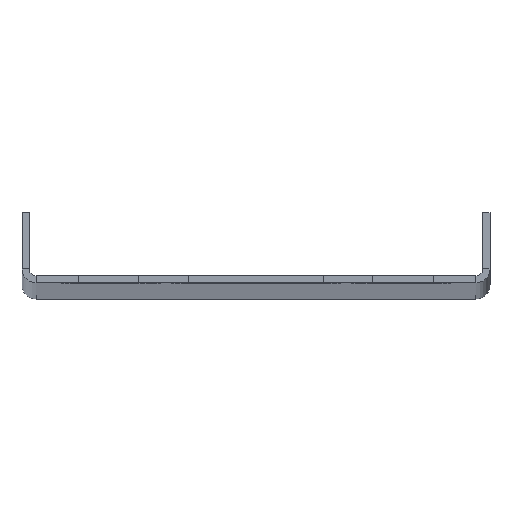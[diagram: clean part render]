
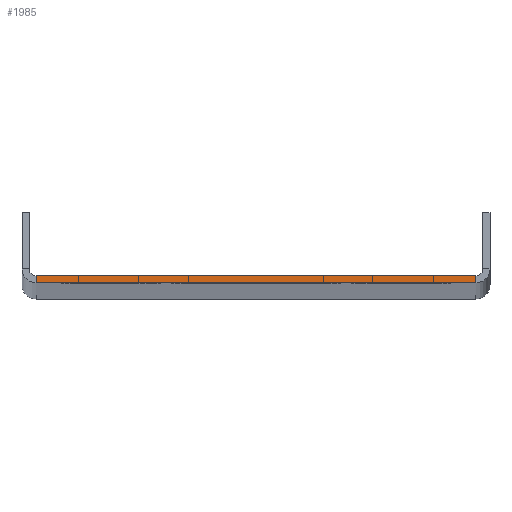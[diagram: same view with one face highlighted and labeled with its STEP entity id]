
A CAD part, top view. The second image highlights one B-rep face of the part: STEP entity #1985.
In plain terms, the highlighted planar face has unit normal (0, 0, 1).
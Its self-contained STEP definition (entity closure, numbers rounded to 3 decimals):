
#37=DIRECTION('',(0.,1.,0.));
#38=VECTOR('',#37,1.5);
#39=CARTESIAN_POINT('',(47.,0.,2000.));
#40=LINE('',#39,#38);
#449=DIRECTION('',(0.,1.,0.));
#450=VECTOR('',#449,1.5);
#451=CARTESIAN_POINT('',(-47.,0.,2000.));
#452=LINE('',#451,#450);
#453=DIRECTION('',(1.,0.,0.));
#454=VECTOR('',#453,94.);
#455=CARTESIAN_POINT('',(-47.,1.5,2000.));
#456=LINE('',#455,#454);
#457=DIRECTION('',(1.,0.,0.));
#458=VECTOR('',#457,94.);
#459=CARTESIAN_POINT('',(-47.,0.,2000.));
#460=LINE('',#459,#458);
#1258=CARTESIAN_POINT('',(47.,0.,2000.));
#1260=VERTEX_POINT('',#1258);
#1261=CARTESIAN_POINT('',(-47.,0.,2000.));
#1263=VERTEX_POINT('',#1261);
#1266=CARTESIAN_POINT('',(47.,1.5,2000.));
#1268=VERTEX_POINT('',#1266);
#1269=CARTESIAN_POINT('',(-47.,1.5,2000.));
#1271=VERTEX_POINT('',#1269);
#1972=CARTESIAN_POINT('',(0.,0.75,2000.));
#1973=DIRECTION('',(0.,0.,-1.));
#1974=DIRECTION('',(1.,0.,0.));
#1975=AXIS2_PLACEMENT_3D('',#1972,#1973,#1974);
#1976=PLANE('',#1975);
#1978=ORIENTED_EDGE('',*,*,#1977,.T.);
#1979=ORIENTED_EDGE('',*,*,#1759,.T.);
#1980=ORIENTED_EDGE('',*,*,#1704,.F.);
#1982=ORIENTED_EDGE('',*,*,#1981,.F.);
#1983=EDGE_LOOP('',(#1978,#1979,#1980,#1982));
#1984=FACE_OUTER_BOUND('',#1983,.F.);
#1985=ADVANCED_FACE('',(#1984),#1976,.F.);
#1704=EDGE_CURVE('',#1260,#1268,#40,.T.);
#1759=EDGE_CURVE('',#1271,#1268,#456,.T.);
#1977=EDGE_CURVE('',#1263,#1271,#452,.T.);
#1981=EDGE_CURVE('',#1263,#1260,#460,.T.);
